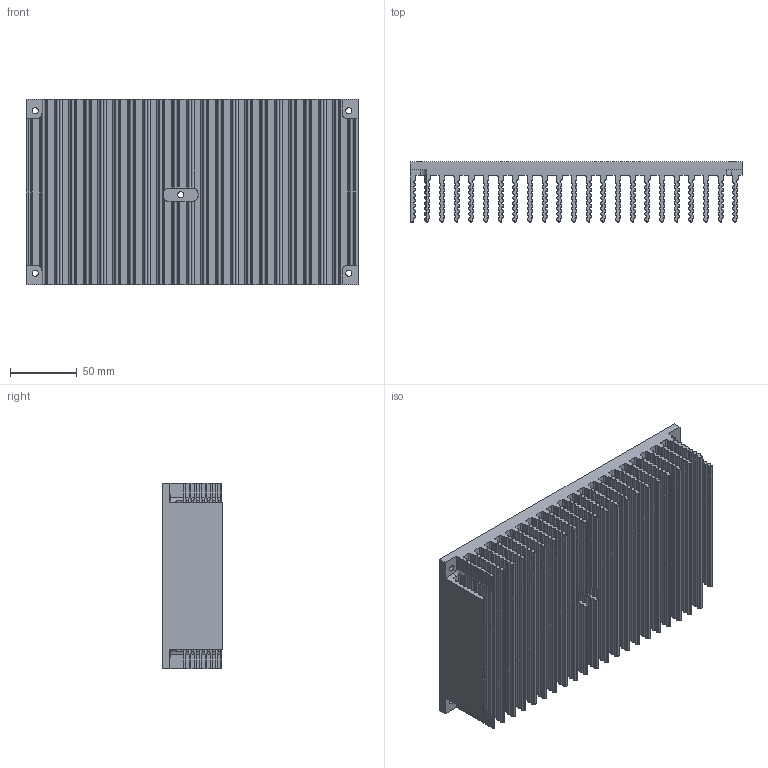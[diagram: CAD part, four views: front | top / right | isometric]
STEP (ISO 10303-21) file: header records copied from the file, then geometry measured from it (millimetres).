
FILE_DESCRIPTION(('STEP AP203'), '1');
FILE_NAME('劳婆.752694.003 - 朽滂囹铕_017_牮铎赅', '', ('UNSPECIFIED'), ('UNSPECIFIED'), 'ASCON STEP Converter 1.6', 'ASCON Math Kernel', '');
FILE_SCHEMA(('CONFIG_CONTROL_DESIGN'));
Length unit declared in the file: millimetre
Products named in the file (1): 購葠.752694.003
Bounding box: 249 x 45 x 139 mm (x, y, z)
Volume: 661425.1 mm3; surface area: 330308.1 mm2
Topology: 1 solids, 1 shells, 1021 faces, 3053 edges, 2034 vertices
Faces by surface type: cylinder 886, plane 135
Full cylindrical faces by diameter (mm): 4.6 x5
Entity records: 45486 total; most frequent: CARTESIAN_POINT 8154, DIRECTION 6762, ORIENTED_EDGE 6096, EDGE_CURVE 3048, AXIS2_PLACEMENT_3D 2744, VERTEX_POINT 2034, CIRCLE 1722, LINE 1274
